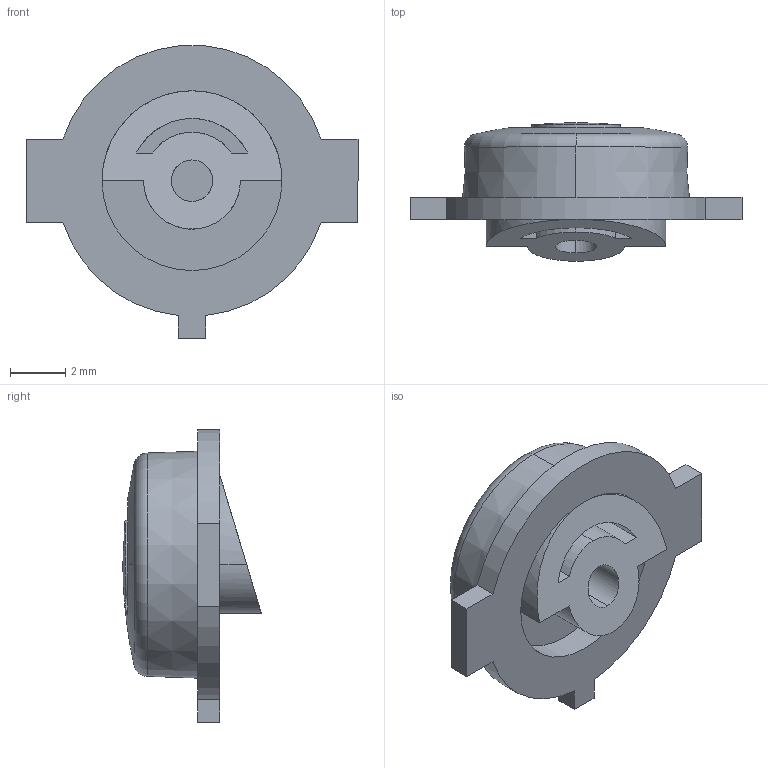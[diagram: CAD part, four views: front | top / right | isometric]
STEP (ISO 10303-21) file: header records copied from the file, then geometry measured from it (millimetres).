
FILE_DESCRIPTION (( 'STEP AP214' ), '1' );
FILE_NAME ('ps-mod.STEP', '2021-09-05T11:51:49', ( 'NoNo' ), ( '' ), 'SwSTEP 2.0', 'SolidWorks 2012', '' );
FILE_SCHEMA (( 'AUTOMOTIVE_DESIGN' ));
Length unit declared in the file: millimetre
Products named in the file (1): ps-mod
Bounding box: 12 x 5 x 10.58 mm (x, y, z)
Volume: 176 mm3; surface area: 342.3 mm2
Topology: 1 solids, 1 shells, 52 faces, 131 edges, 86 vertices
Faces by surface type: plane 23, cylinder 22, sphere 3, torus 2, cone 2
Entity records: 1634 total; most frequent: CARTESIAN_POINT 340, DIRECTION 269, ORIENTED_EDGE 262, EDGE_CURVE 131, AXIS2_PLACEMENT_3D 101, VERTEX_POINT 86, VECTOR 67, LINE 67
